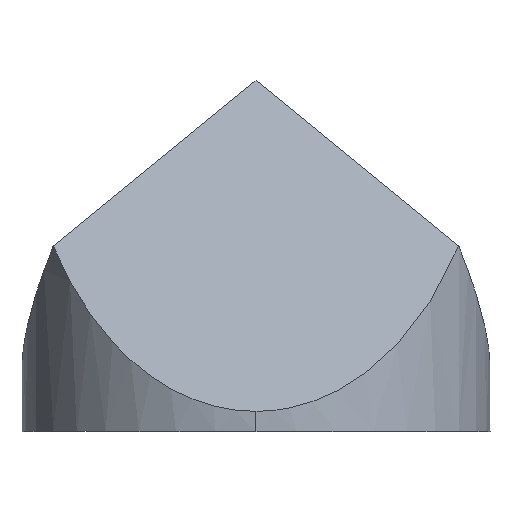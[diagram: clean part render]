
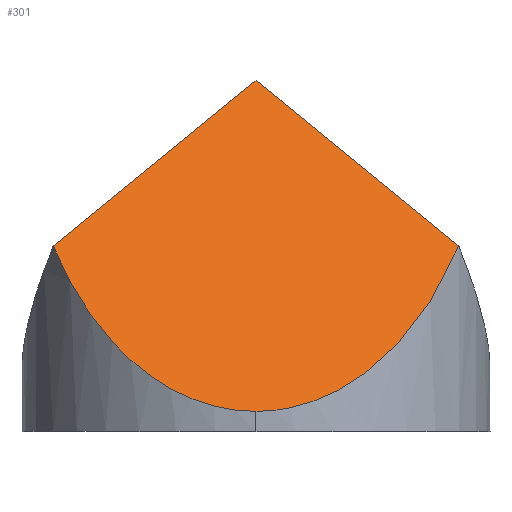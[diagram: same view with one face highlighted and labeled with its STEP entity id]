
A CAD part, left-side view. The second image highlights one B-rep face of the part: STEP entity #301.
In plain terms, the highlighted planar face has unit normal (-0.816, 0, 0.577).
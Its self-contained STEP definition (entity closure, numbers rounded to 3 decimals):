
#5 = ORIENTED_EDGE ( 'NONE', *, *, #251, .T. ) ;
#24 = CARTESIAN_POINT ( 'NONE',  ( -19., -6.954, 1.636 ) ) ;
#45 = LINE ( 'NONE', #161, #157 ) ;
#46 = CARTESIAN_POINT ( 'NONE',  ( -9.5, -16.454, 15.068 ) ) ;
#63 = CARTESIAN_POINT ( 'NONE',  ( -9.5, 16.454, 15.068 ) ) ;
#65 = FACE_OUTER_BOUND ( 'NONE', #216, .T. ) ;
#69 = DIRECTION ( 'NONE',  ( 0.816, 0., -0.577 ) ) ;
#72 = CARTESIAN_POINT ( 'NONE',  ( -7.074, -12.252, 18.499 ) ) ;
#73 = AXIS2_PLACEMENT_3D ( 'NONE', #74, #69, #146 ) ;
#74 = CARTESIAN_POINT ( 'NONE',  ( 0., -24.5, 28.5 ) ) ;
#75 = CARTESIAN_POINT ( 'NONE',  ( -9.5, 16.454, 15.068 ) ) ;
#76 = CARTESIAN_POINT ( 'NONE',  ( -15.523, -12.977, 6.552 ) ) ;
#88 = EDGE_CURVE ( 'NONE', #198, #191, #45, .T. ) ;
#89 = CARTESIAN_POINT ( 'NONE',  ( -19., 0., 1.636 ) ) ;
#95 = VERTEX_POINT ( 'NONE', #89 ) ;
#102 = ORIENTED_EDGE ( 'NONE', *, *, #256, .F. ) ;
#116 = CARTESIAN_POINT ( 'NONE',  ( -19., 0., 1.636 ) ) ;
#117 = PLANE ( 'NONE',  #73 ) ;
#118 = LINE ( 'NONE', #72, #175 ) ;
#146 = DIRECTION ( 'NONE',  ( -0.577, 0., -0.816 ) ) ;
#157 = VECTOR ( 'NONE', #306, 1000. ) ;
#161 = CARTESIAN_POINT ( 'NONE',  ( 7.074, -12.252, 38.501 ) ) ;
#167 = ORIENTED_EDGE ( 'NONE', *, *, #202, .F. ) ;
#171 = CARTESIAN_POINT ( 'NONE',  ( -19., 6.954, 1.636 ) ) ;
#175 = VECTOR ( 'NONE', #271, 1000. ) ;
#184 =( BOUNDED_CURVE ( )  B_SPLINE_CURVE ( 3, ( #46, #76, #24, #116 ),
 .UNSPECIFIED., .F., .T. ) 
 B_SPLINE_CURVE_WITH_KNOTS ( ( 4, 4 ),
 ( 5.236, 6.283 ),
 .UNSPECIFIED. ) 
 CURVE ( )  GEOMETRIC_REPRESENTATION_ITEM ( )  RATIONAL_B_SPLINE_CURVE ( ( 1., 0.911, 0.911, 1. ) ) 
 REPRESENTATION_ITEM ( '' )  );
#190 = CARTESIAN_POINT ( 'NONE',  ( 0., 0., 28.5 ) ) ;
#191 = VERTEX_POINT ( 'NONE', #190 ) ;
#193 =( BOUNDED_CURVE ( )  B_SPLINE_CURVE ( 3, ( #232, #171, #276, #63 ),
 .UNSPECIFIED., .F., .F. ) 
 B_SPLINE_CURVE_WITH_KNOTS ( ( 4, 4 ),
 ( 0., 1.047 ),
 .UNSPECIFIED. ) 
 CURVE ( )  GEOMETRIC_REPRESENTATION_ITEM ( )  RATIONAL_B_SPLINE_CURVE ( ( 1., 0.911, 0.911, 1. ) ) 
 REPRESENTATION_ITEM ( '' )  );
#198 = VERTEX_POINT ( 'NONE', #75 ) ;
#202 = EDGE_CURVE ( 'NONE', #95, #198, #193, .T. ) ;
#216 = EDGE_LOOP ( 'NONE', ( #102, #5, #291, #167 ) ) ;
#232 = CARTESIAN_POINT ( 'NONE',  ( -19., 0., 1.636 ) ) ;
#251 = EDGE_CURVE ( 'NONE', #264, #191, #118, .T. ) ;
#256 = EDGE_CURVE ( 'NONE', #264, #95, #184, .T. ) ;
#264 = VERTEX_POINT ( 'NONE', #293 ) ;
#271 = DIRECTION ( 'NONE',  ( 0.408, 0.707, 0.577 ) ) ;
#276 = CARTESIAN_POINT ( 'NONE',  ( -15.523, 12.977, 6.552 ) ) ;
#291 = ORIENTED_EDGE ( 'NONE', *, *, #88, .F. ) ;
#293 = CARTESIAN_POINT ( 'NONE',  ( -9.5, -16.454, 15.068 ) ) ;
#301 = ADVANCED_FACE ( 'NONE', ( #65 ), #117, .F. ) ;
#306 = DIRECTION ( 'NONE',  ( 0.408, -0.707, 0.577 ) ) ;
